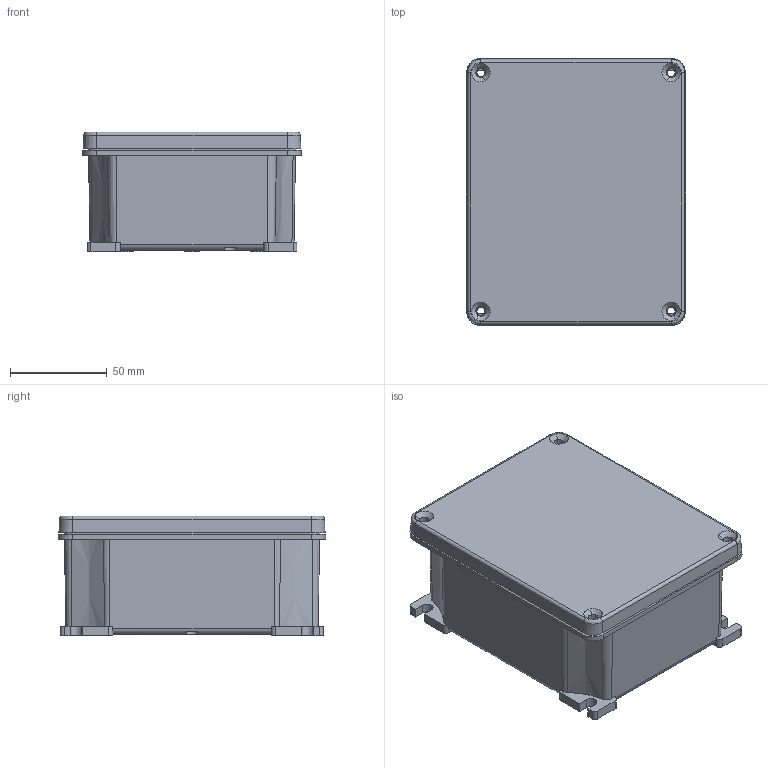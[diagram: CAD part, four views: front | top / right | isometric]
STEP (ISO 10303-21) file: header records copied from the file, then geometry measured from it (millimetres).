
FILE_DESCRIPTION((''),'2;1');
FILE_NAME('GW76262_SW0002','2021-04-01T09:47:37',('User'),('Axiro Italia'),'CREO PARAMETRIC BY PTC INC, 2020354','CREO PARAMETRIC BY PTC INC, 2020354','');
FILE_SCHEMA(('CONFIG_CONTROL_DESIGN'));
Length unit declared in the file: millimetre
Products named in the file (1): GW76262_SW0002
Bounding box: 113.45 x 138.45 x 61.9 mm (x, y, z)
Volume: 844186.3 mm3; surface area: 63000.7 mm2
Topology: 1 solids, 1 shells, 167 faces, 452 edges, 296 vertices
Faces by surface type: plane 77, cylinder 52, cone 34, torus 4
Entity records: 5544 total; most frequent: CARTESIAN_POINT 1183, DIRECTION 918, ORIENTED_EDGE 904, EDGE_CURVE 452, AXIS2_PLACEMENT_3D 327, VERTEX_POINT 296, VECTOR 264, LINE 264
